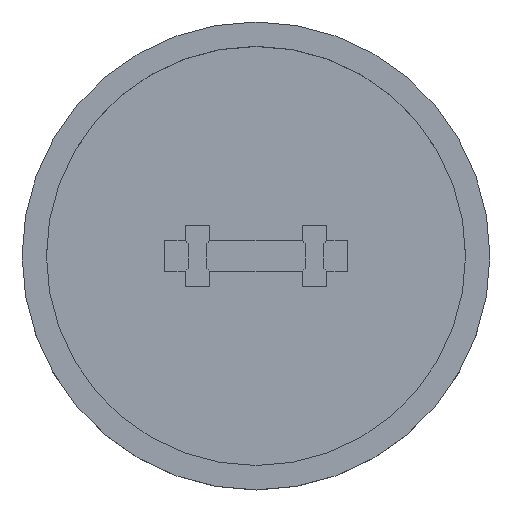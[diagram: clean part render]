
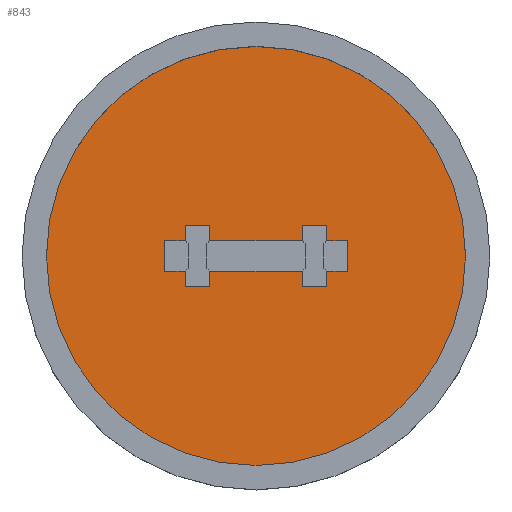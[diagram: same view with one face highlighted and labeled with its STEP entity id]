
A CAD part, top view. The second image highlights one B-rep face of the part: STEP entity #843.
In plain terms, the highlighted planar face has unit normal (0, 0, 1).
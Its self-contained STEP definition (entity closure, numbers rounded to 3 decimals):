
#20=FACE_BOUND('',#114,.T.);
#22=CIRCLE('',#904,10.213);
#67=FACE_OUTER_BOUND('',#113,.T.);
#113=EDGE_LOOP('',(#720));
#114=EDGE_LOOP('',(#721,#722,#723,#724,#725,#726,#727,#728,#729,#730,#731,
#732,#733,#734,#735,#736,#737,#738,#739,#740,#741,#742));
#122=LINE('',#1132,#231);
#136=LINE('',#1161,#245);
#140=LINE('',#1168,#249);
#143=LINE('',#1174,#252);
#146=LINE('',#1180,#255);
#149=LINE('',#1186,#258);
#162=LINE('',#1212,#271);
#165=LINE('',#1219,#274);
#169=LINE('',#1227,#278);
#182=LINE('',#1254,#291);
#186=LINE('',#1261,#295);
#189=LINE('',#1267,#298);
#202=LINE('',#1294,#311);
#206=LINE('',#1300,#315);
#208=LINE('',#1305,#317);
#211=LINE('',#1311,#320);
#214=LINE('',#1316,#323);
#216=LINE('',#1320,#325);
#218=LINE('',#1323,#327);
#220=LINE('',#1328,#329);
#223=LINE('',#1334,#332);
#226=LINE('',#1339,#335);
#231=VECTOR('',#919,10.);
#245=VECTOR('',#941,10.);
#249=VECTOR('',#947,10.);
#252=VECTOR('',#952,10.);
#255=VECTOR('',#957,10.);
#258=VECTOR('',#962,10.);
#271=VECTOR('',#983,10.);
#274=VECTOR('',#990,10.);
#278=VECTOR('',#996,10.);
#291=VECTOR('',#1017,10.);
#295=VECTOR('',#1023,10.);
#298=VECTOR('',#1028,10.);
#311=VECTOR('',#1049,10.);
#315=VECTOR('',#1055,10.);
#317=VECTOR('',#1061,10.);
#320=VECTOR('',#1066,10.);
#323=VECTOR('',#1071,10.);
#325=VECTOR('',#1077,10.);
#327=VECTOR('',#1081,10.);
#329=VECTOR('',#1087,10.);
#332=VECTOR('',#1092,10.);
#335=VECTOR('',#1097,10.);
#340=VERTEX_POINT('',#1130);
#341=VERTEX_POINT('',#1131);
#351=VERTEX_POINT('',#1159);
#352=VERTEX_POINT('',#1160);
#354=VERTEX_POINT('',#1167);
#356=VERTEX_POINT('',#1173);
#358=VERTEX_POINT('',#1179);
#360=VERTEX_POINT('',#1185);
#369=VERTEX_POINT('',#1211);
#370=VERTEX_POINT('',#1217);
#371=VERTEX_POINT('',#1218);
#374=VERTEX_POINT('',#1226);
#383=VERTEX_POINT('',#1252);
#384=VERTEX_POINT('',#1253);
#386=VERTEX_POINT('',#1260);
#388=VERTEX_POINT('',#1266);
#397=VERTEX_POINT('',#1292);
#398=VERTEX_POINT('',#1293);
#400=VERTEX_POINT('',#1304);
#402=VERTEX_POINT('',#1310);
#404=VERTEX_POINT('',#1327);
#406=VERTEX_POINT('',#1333);
#408=VERTEX_POINT('',#1343);
#414=EDGE_CURVE('',#340,#341,#122,.T.);
#428=EDGE_CURVE('',#351,#352,#136,.T.);
#432=EDGE_CURVE('',#354,#351,#140,.T.);
#435=EDGE_CURVE('',#341,#356,#143,.T.);
#438=EDGE_CURVE('',#356,#358,#146,.T.);
#441=EDGE_CURVE('',#358,#360,#149,.T.);
#454=EDGE_CURVE('',#369,#354,#162,.T.);
#457=EDGE_CURVE('',#370,#371,#165,.T.);
#461=EDGE_CURVE('',#374,#370,#169,.T.);
#474=EDGE_CURVE('',#383,#384,#182,.T.);
#478=EDGE_CURVE('',#371,#386,#186,.T.);
#481=EDGE_CURVE('',#386,#388,#189,.T.);
#494=EDGE_CURVE('',#397,#398,#202,.T.);
#498=EDGE_CURVE('',#398,#383,#206,.T.);
#500=EDGE_CURVE('',#352,#400,#208,.T.);
#503=EDGE_CURVE('',#400,#402,#211,.T.);
#506=EDGE_CURVE('',#402,#340,#214,.T.);
#508=EDGE_CURVE('',#384,#369,#216,.T.);
#510=EDGE_CURVE('',#360,#374,#218,.T.);
#512=EDGE_CURVE('',#404,#397,#220,.T.);
#515=EDGE_CURVE('',#388,#406,#223,.T.);
#518=EDGE_CURVE('',#406,#404,#226,.T.);
#520=EDGE_CURVE('',#408,#408,#22,.T.);
#720=ORIENTED_EDGE('',*,*,#520,.T.);
#721=ORIENTED_EDGE('',*,*,#494,.T.);
#722=ORIENTED_EDGE('',*,*,#498,.T.);
#723=ORIENTED_EDGE('',*,*,#474,.T.);
#724=ORIENTED_EDGE('',*,*,#508,.T.);
#725=ORIENTED_EDGE('',*,*,#454,.T.);
#726=ORIENTED_EDGE('',*,*,#432,.T.);
#727=ORIENTED_EDGE('',*,*,#428,.T.);
#728=ORIENTED_EDGE('',*,*,#500,.T.);
#729=ORIENTED_EDGE('',*,*,#503,.T.);
#730=ORIENTED_EDGE('',*,*,#506,.T.);
#731=ORIENTED_EDGE('',*,*,#414,.T.);
#732=ORIENTED_EDGE('',*,*,#435,.T.);
#733=ORIENTED_EDGE('',*,*,#438,.T.);
#734=ORIENTED_EDGE('',*,*,#441,.T.);
#735=ORIENTED_EDGE('',*,*,#510,.T.);
#736=ORIENTED_EDGE('',*,*,#461,.T.);
#737=ORIENTED_EDGE('',*,*,#457,.T.);
#738=ORIENTED_EDGE('',*,*,#478,.T.);
#739=ORIENTED_EDGE('',*,*,#481,.T.);
#740=ORIENTED_EDGE('',*,*,#515,.T.);
#741=ORIENTED_EDGE('',*,*,#518,.T.);
#742=ORIENTED_EDGE('',*,*,#512,.T.);
#801=PLANE('',#903);
#843=ADVANCED_FACE('',(#67,#20),#801,.T.);
#903=AXIS2_PLACEMENT_3D('',#1342,#1101,#1102);
#904=AXIS2_PLACEMENT_3D('',#1344,#1103,#1104);
#919=DIRECTION('',(0.,-1.,0.));
#941=DIRECTION('',(0.,-1.,0.));
#947=DIRECTION('',(1.,0.,0.));
#952=DIRECTION('',(-1.,0.,0.));
#957=DIRECTION('',(-1.,0.,0.));
#962=DIRECTION('',(0.,1.,0.));
#983=DIRECTION('',(0.,1.,0.));
#990=DIRECTION('',(-1.,0.,0.));
#996=DIRECTION('',(0.,-1.,0.));
#1017=DIRECTION('',(0.,-1.,0.));
#1023=DIRECTION('',(-1.,0.,0.));
#1028=DIRECTION('',(0.,1.,0.));
#1049=DIRECTION('',(0.,1.,0.));
#1055=DIRECTION('',(1.,0.,0.));
#1061=DIRECTION('',(1.,0.,0.));
#1066=DIRECTION('',(0.,-1.,0.));
#1071=DIRECTION('',(-1.,0.,0.));
#1077=DIRECTION('',(1.,0.,0.));
#1081=DIRECTION('',(-1.,0.,0.));
#1087=DIRECTION('',(1.,0.,0.));
#1092=DIRECTION('',(-1.,0.,0.));
#1097=DIRECTION('',(0.,1.,0.));
#1101=DIRECTION('center_axis',(0.,0.,1.));
#1102=DIRECTION('ref_axis',(1.,0.,0.));
#1103=DIRECTION('center_axis',(0.,0.,1.));
#1104=DIRECTION('ref_axis',(1.,0.,0.));
#1130=CARTESIAN_POINT('',(35.85,-29.75,1.));
#1131=CARTESIAN_POINT('',(35.85,-30.5,1.));
#1132=CARTESIAN_POINT('',(35.85,-29.75,1.));
#1159=CARTESIAN_POINT('',(35.85,-27.5,1.));
#1160=CARTESIAN_POINT('',(35.85,-28.25,1.));
#1161=CARTESIAN_POINT('',(35.85,-28.625,1.));
#1167=CARTESIAN_POINT('',(34.65,-27.5,1.));
#1168=CARTESIAN_POINT('',(34.125,-27.5,1.));
#1173=CARTESIAN_POINT('',(35.25,-30.5,1.));
#1174=CARTESIAN_POINT('',(33.825,-30.5,1.));
#1179=CARTESIAN_POINT('',(34.65,-30.5,1.));
#1180=CARTESIAN_POINT('',(33.525,-30.5,1.));
#1185=CARTESIAN_POINT('',(34.65,-29.75,1.));
#1186=CARTESIAN_POINT('',(34.65,-29.375,1.));
#1211=CARTESIAN_POINT('',(34.65,-28.25,1.));
#1212=CARTESIAN_POINT('',(34.65,-28.25,1.));
#1217=CARTESIAN_POINT('',(30.15,-30.5,1.));
#1218=CARTESIAN_POINT('',(29.55,-30.5,1.));
#1219=CARTESIAN_POINT('',(30.975,-30.5,1.));
#1226=CARTESIAN_POINT('',(30.15,-29.75,1.));
#1227=CARTESIAN_POINT('',(30.15,-29.75,1.));
#1252=CARTESIAN_POINT('',(30.15,-27.5,1.));
#1253=CARTESIAN_POINT('',(30.15,-28.25,1.));
#1254=CARTESIAN_POINT('',(30.15,-28.625,1.));
#1260=CARTESIAN_POINT('',(28.95,-30.5,1.));
#1261=CARTESIAN_POINT('',(30.675,-30.5,1.));
#1266=CARTESIAN_POINT('',(28.95,-29.75,1.));
#1267=CARTESIAN_POINT('',(28.95,-29.375,1.));
#1292=CARTESIAN_POINT('',(28.95,-28.25,1.));
#1293=CARTESIAN_POINT('',(28.95,-27.5,1.));
#1294=CARTESIAN_POINT('',(28.95,-28.25,1.));
#1300=CARTESIAN_POINT('',(31.275,-27.5,1.));
#1304=CARTESIAN_POINT('',(36.85,-28.25,1.));
#1305=CARTESIAN_POINT('',(34.625,-28.25,1.));
#1310=CARTESIAN_POINT('',(36.85,-29.75,1.));
#1311=CARTESIAN_POINT('',(36.85,-29.375,1.));
#1316=CARTESIAN_POINT('',(34.125,-29.75,1.));
#1320=CARTESIAN_POINT('',(33.525,-28.25,1.));
#1323=CARTESIAN_POINT('',(31.275,-29.75,1.));
#1327=CARTESIAN_POINT('',(27.95,-28.25,1.));
#1328=CARTESIAN_POINT('',(30.675,-28.25,1.));
#1333=CARTESIAN_POINT('',(27.95,-29.75,1.));
#1334=CARTESIAN_POINT('',(30.175,-29.75,1.));
#1339=CARTESIAN_POINT('',(27.95,-28.625,1.));
#1342=CARTESIAN_POINT('Origin',(32.4,-29.,1.));
#1343=CARTESIAN_POINT('',(22.188,-29.,1.));
#1344=CARTESIAN_POINT('Origin',(32.4,-29.,1.));
